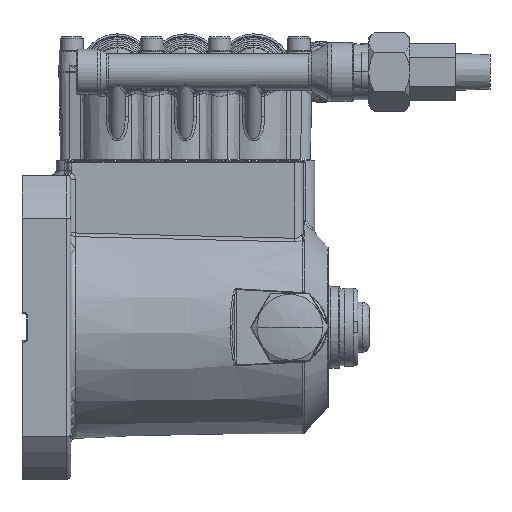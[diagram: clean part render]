
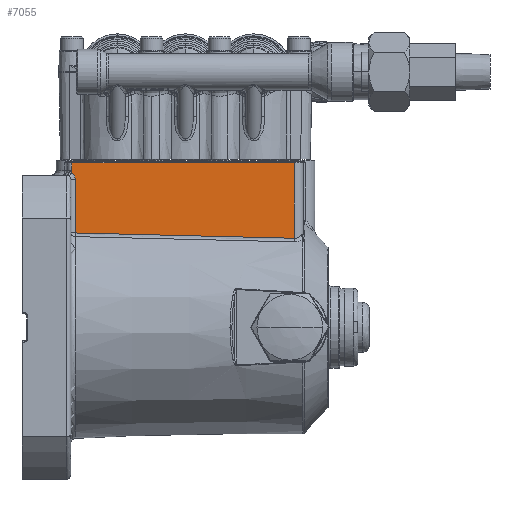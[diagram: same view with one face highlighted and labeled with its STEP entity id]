
A CAD part, front view. The second image highlights one B-rep face of the part: STEP entity #7055.
In plain terms, the highlighted planar face has unit normal (0, -1, 0).
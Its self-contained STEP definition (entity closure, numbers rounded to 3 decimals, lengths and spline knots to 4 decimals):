
#1942 = EDGE_LOOP ( 'NONE', ( #136297, #49553, #24057, #113627, #146230, #30495 ) ) ;
#4587 = CARTESIAN_POINT ( 'NONE',  ( -3.3079, -1.3527, 9.3724 ) ) ;
#5346 = DIRECTION ( 'NONE',  ( 0., 0., -1. ) ) ;
#6127 = CARTESIAN_POINT ( 'NONE',  ( -3.2508, -1.3527, 9.2727 ) ) ;
#7055 = ADVANCED_FACE ( 'NONE', ( #26542 ), #16361, .T. ) ;
#9204 = CARTESIAN_POINT ( 'NONE',  ( -3.2493, -1.3527, 9.2591 ) ) ;
#15347 = CARTESIAN_POINT ( 'NONE',  ( -3.3079, -1.3527, 9.3724 ) ) ;
#16361 = PLANE ( 'NONE',  #24450 ) ;
#17821 = CARTESIAN_POINT ( 'NONE',  ( -3.2698, -1.3527, 9.3286 ) ) ;
#18214 = CARTESIAN_POINT ( 'NONE',  ( 0.5504, -1.3527, 8.886 ) ) ;
#18464 = VERTEX_POINT ( 'NONE', #92424 ) ;
#18594 = CARTESIAN_POINT ( 'NONE',  ( -3.2494, -1.3527, 9.2595 ) ) ;
#19372 = CARTESIAN_POINT ( 'NONE',  ( -3.2495, -1.3527, 9.2614 ) ) ;
#21242 = DIRECTION ( 'NONE',  ( 0., 0., 1. ) ) ;
#22383 = CARTESIAN_POINT ( 'NONE',  ( -0.6794, -1.3527, 8.2651 ) ) ;
#24057 = ORIENTED_EDGE ( 'NONE', *, *, #100625, .T. ) ;
#24450 = AXIS2_PLACEMENT_3D ( 'NONE', #109073, #120769, #61588 ) ;
#26542 = FACE_OUTER_BOUND ( 'NONE', #1942, .T. ) ;
#29513 = CARTESIAN_POINT ( 'NONE',  ( -3.2525, -1.3527, 9.282 ) ) ;
#30277 = CARTESIAN_POINT ( 'NONE',  ( -3.249, -1.3527, 9.2538 ) ) ;
#30495 = ORIENTED_EDGE ( 'NONE', *, *, #82055, .T. ) ;
#31805 = CARTESIAN_POINT ( 'NONE',  ( -3.25, -1.3527, 9.2661 ) ) ;
#34643 = LINE ( 'NONE', #91548, #40691 ) ;
#34980 = VERTEX_POINT ( 'NONE', #15347 ) ;
#38926 = LINE ( 'NONE', #144836, #135906 ) ;
#39859 = VECTOR ( 'NONE', #21242, 39.3701 ) ;
#40691 = VECTOR ( 'NONE', #126607, 39.3701 ) ;
#41989 = CARTESIAN_POINT ( 'NONE',  ( -3.276, -1.3527, 9.3385 ) ) ;
#44266 = CARTESIAN_POINT ( 'NONE',  ( -3.2497, -1.3527, 9.264 ) ) ;
#44593 = VERTEX_POINT ( 'NONE', #69750 ) ;
#49553 = ORIENTED_EDGE ( 'NONE', *, *, #111368, .T. ) ;
#51323 = LINE ( 'NONE', #77009, #81086 ) ;
#54411 = CARTESIAN_POINT ( 'NONE',  ( -3.2488, -1.3527, 9.2499 ) ) ;
#57733 = CARTESIAN_POINT ( 'NONE',  ( 0.5504, -1.3527, 9.5452 ) ) ;
#59354 = VERTEX_POINT ( 'NONE', #57733 ) ;
#61588 = DIRECTION ( 'NONE',  ( 0., 0., 1. ) ) ;
#65329 = CARTESIAN_POINT ( 'NONE',  ( -3.2493, -1.3527, 9.2589 ) ) ;
#69750 = CARTESIAN_POINT ( 'NONE',  ( 0.5504, -1.3527, 8.2351 ) ) ;
#77009 = CARTESIAN_POINT ( 'NONE',  ( -3.2488, -1.3527, 8.8862 ) ) ;
#80288 = EDGE_CURVE ( 'NONE', #44593, #59354, #136596, .T. ) ;
#81086 = VECTOR ( 'NONE', #5346, 39.3701 ) ;
#81738 = VERTEX_POINT ( 'NONE', #131001 ) ;
#82055 = EDGE_CURVE ( 'NONE', #18464, #44593, #108233, .T. ) ;
#83142 = EDGE_CURVE ( 'NONE', #34980, #144104, #96675, .T. ) ;
#84585 = CARTESIAN_POINT ( 'NONE',  ( -3.2488, -1.3527, 9.2499 ) ) ;
#89491 = CARTESIAN_POINT ( 'NONE',  ( -3.2906, -1.3527, 9.3569 ) ) ;
#91548 = CARTESIAN_POINT ( 'NONE',  ( -1.3787, -1.3527, 9.5452 ) ) ;
#91771 = CARTESIAN_POINT ( 'NONE',  ( -3.2987, -1.3527, 9.365 ) ) ;
#92424 = CARTESIAN_POINT ( 'NONE',  ( -3.2488, -1.3527, 8.3269 ) ) ;
#92543 = CARTESIAN_POINT ( 'NONE',  ( -3.2502, -1.3527, 9.2682 ) ) ;
#96675 = B_SPLINE_CURVE_WITH_KNOTS ( 'NONE', 3,
 ( #4587, #91771, #89491, #41989, #17821, #112810, #104195, #139259, #136970, #125272, #29513, #124511, #6127, #115880, #103421, #92543, #31805, #44266, #19372, #101139, #18594, #9204, #65329, #151704, #30277, #54411 ),
 .UNSPECIFIED., .F., .F.,
 ( 4, 2, 2, 1, 2, 2, 1, 1, 2, 2, 1, 1, 1, 2, 2, 4 ),
 ( 0., 0.25, 0.5, 0.625, 0.6875, 0.75, 0.8125, 0.8438, 0.8594, 0.875, 0.9063, 0.9219, 0.9297, 0.9336, 0.9375, 1. ),
 .UNSPECIFIED. ) ;
#100625 = EDGE_CURVE ( 'NONE', #81738, #34980, #38926, .T. ) ;
#101139 = CARTESIAN_POINT ( 'NONE',  ( -3.2494, -1.3527, 9.2601 ) ) ;
#103421 = CARTESIAN_POINT ( 'NONE',  ( -3.2503, -1.3527, 9.269 ) ) ;
#104195 = CARTESIAN_POINT ( 'NONE',  ( -3.2588, -1.3527, 9.3046 ) ) ;
#105696 = CARTESIAN_POINT ( 'NONE',  ( -1.9458, -1.3527, 8.2957 ) ) ;
#107998 = CARTESIAN_POINT ( 'NONE',  ( -3.2488, -1.3527, 8.3269 ) ) ;
#108233 = B_SPLINE_CURVE_WITH_KNOTS ( 'NONE', 3,
 ( #107998, #105696, #22383, #153206 ),
 .UNSPECIFIED., .F., .F.,
 ( 4, 4 ),
 ( 0., 1. ),
 .UNSPECIFIED. ) ;
#109073 = CARTESIAN_POINT ( 'NONE',  ( 0.5504, -1.3527, 8.2272 ) ) ;
#111292 = DIRECTION ( 'NONE',  ( 0., 0., -1. ) ) ;
#111368 = EDGE_CURVE ( 'NONE', #59354, #81738, #34643, .T. ) ;
#112810 = CARTESIAN_POINT ( 'NONE',  ( -3.2622, -1.3527, 9.3127 ) ) ;
#113627 = ORIENTED_EDGE ( 'NONE', *, *, #83142, .T. ) ;
#115880 = CARTESIAN_POINT ( 'NONE',  ( -3.2505, -1.3527, 9.2705 ) ) ;
#120769 = DIRECTION ( 'NONE',  ( 0., -1., 0. ) ) ;
#124511 = CARTESIAN_POINT ( 'NONE',  ( -3.2516, -1.3527, 9.2778 ) ) ;
#125147 = EDGE_CURVE ( 'NONE', #144104, #18464, #51323, .T. ) ;
#125272 = CARTESIAN_POINT ( 'NONE',  ( -3.2538, -1.3527, 9.2877 ) ) ;
#126607 = DIRECTION ( 'NONE',  ( -1., 0., 0. ) ) ;
#131001 = CARTESIAN_POINT ( 'NONE',  ( -3.3079, -1.3527, 9.5452 ) ) ;
#135906 = VECTOR ( 'NONE', #111292, 39.3701 ) ;
#136297 = ORIENTED_EDGE ( 'NONE', *, *, #80288, .T. ) ;
#136596 = LINE ( 'NONE', #18214, #39859 ) ;
#136970 = CARTESIAN_POINT ( 'NONE',  ( -3.2545, -1.3527, 9.2906 ) ) ;
#139259 = CARTESIAN_POINT ( 'NONE',  ( -3.2561, -1.3527, 9.2962 ) ) ;
#144104 = VERTEX_POINT ( 'NONE', #84585 ) ;
#144836 = CARTESIAN_POINT ( 'NONE',  ( -3.3079, -1.3527, 8.8862 ) ) ;
#146230 = ORIENTED_EDGE ( 'NONE', *, *, #125147, .T. ) ;
#151704 = CARTESIAN_POINT ( 'NONE',  ( -3.2492, -1.3527, 9.2567 ) ) ;
#153206 = CARTESIAN_POINT ( 'NONE',  ( 0.5504, -1.3527, 8.2351 ) ) ;
